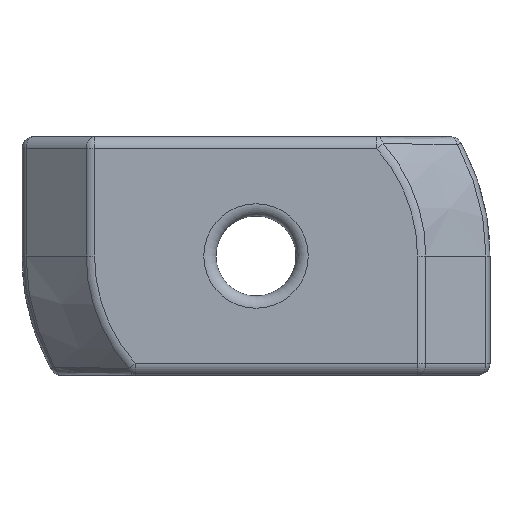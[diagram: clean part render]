
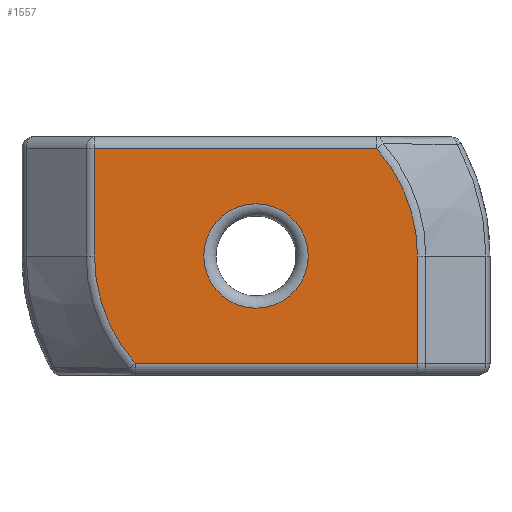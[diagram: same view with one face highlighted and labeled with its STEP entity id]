
A CAD part, front view. The second image highlights one B-rep face of the part: STEP entity #1557.
In plain terms, the highlighted planar face has unit normal (0, -1, 0).
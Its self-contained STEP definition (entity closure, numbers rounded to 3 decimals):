
#70=FACE_BOUND('',#311,.T.);
#77=CIRCLE('',#1678,2.121);
#78=CIRCLE('',#1680,6.557);
#79=CIRCLE('',#1681,6.557);
#163=PLANE('',#1679);
#202=FACE_OUTER_BOUND('',#310,.T.);
#310=EDGE_LOOP('',(#1085,#1086,#1087,#1088,#1089,#1090));
#311=EDGE_LOOP('',(#1091));
#426=LINE('',#2463,#527);
#427=LINE('',#2467,#528);
#428=LINE('',#2469,#529);
#429=LINE('',#2472,#530);
#527=VECTOR('',#1943,4.35);
#528=VECTOR('',#1946,11.463);
#529=VECTOR('',#1947,4.35);
#530=VECTOR('',#1950,11.463);
#674=VERTEX_POINT('',#2458);
#675=VERTEX_POINT('',#2461);
#676=VERTEX_POINT('',#2462);
#677=VERTEX_POINT('',#2464);
#678=VERTEX_POINT('',#2466);
#679=VERTEX_POINT('',#2468);
#680=VERTEX_POINT('',#2470);
#824=EDGE_CURVE('',#674,#674,#77,.T.);
#825=EDGE_CURVE('',#675,#676,#426,.T.);
#826=EDGE_CURVE('',#677,#675,#78,.T.);
#827=EDGE_CURVE('',#678,#677,#427,.T.);
#828=EDGE_CURVE('',#679,#678,#428,.T.);
#829=EDGE_CURVE('',#680,#679,#79,.T.);
#830=EDGE_CURVE('',#676,#680,#429,.T.);
#1085=ORIENTED_EDGE('',*,*,#825,.F.);
#1086=ORIENTED_EDGE('',*,*,#826,.F.);
#1087=ORIENTED_EDGE('',*,*,#827,.F.);
#1088=ORIENTED_EDGE('',*,*,#828,.F.);
#1089=ORIENTED_EDGE('',*,*,#829,.F.);
#1090=ORIENTED_EDGE('',*,*,#830,.F.);
#1091=ORIENTED_EDGE('',*,*,#824,.F.);
#1557=ADVANCED_FACE('',(#202,#70),#163,.T.);
#1678=AXIS2_PLACEMENT_3D('',#2459,#1939,#1940);
#1679=AXIS2_PLACEMENT_3D('',#2460,#1941,#1942);
#1680=AXIS2_PLACEMENT_3D('',#2465,#1944,#1945);
#1681=AXIS2_PLACEMENT_3D('',#2471,#1948,#1949);
#1939=DIRECTION('center_axis',(0.,-1.,0.));
#1940=DIRECTION('ref_axis',(-1.,0.,0.));
#1941=DIRECTION('center_axis',(0.,-1.,0.));
#1942=DIRECTION('ref_axis',(1.,0.,0.));
#1943=DIRECTION('',(0.,0.,-1.));
#1944=DIRECTION('center_axis',(0.,1.,0.));
#1945=DIRECTION('ref_axis',(0.921,0.,0.39));
#1946=DIRECTION('',(1.,0.,0.));
#1947=DIRECTION('',(0.,0.,1.));
#1948=DIRECTION('center_axis',(0.,1.,0.));
#1949=DIRECTION('ref_axis',(-0.921,0.,-0.39));
#1950=DIRECTION('',(-1.,0.,0.));
#2458=CARTESIAN_POINT('',(2.121,-5.5,0.));
#2459=CARTESIAN_POINT('Origin',(0.,-5.5,0.));
#2460=CARTESIAN_POINT('Origin',(-6.75,-5.5,0.));
#2461=CARTESIAN_POINT('',(6.557,-5.5,0.));
#2462=CARTESIAN_POINT('',(6.557,-5.5,-4.35));
#2463=CARTESIAN_POINT('',(6.557,-5.5,0.));
#2464=CARTESIAN_POINT('',(4.906,-5.5,4.35));
#2465=CARTESIAN_POINT('Origin',(0.,-5.5,0.));
#2466=CARTESIAN_POINT('',(-6.557,-5.5,4.35));
#2467=CARTESIAN_POINT('',(-3.375,-5.5,4.35));
#2468=CARTESIAN_POINT('',(-6.557,-5.5,0.));
#2469=CARTESIAN_POINT('',(-6.557,-5.5,0.));
#2470=CARTESIAN_POINT('',(-4.906,-5.5,-4.35));
#2471=CARTESIAN_POINT('Origin',(0.,-5.5,0.));
#2472=CARTESIAN_POINT('',(-3.375,-5.5,-4.35));
